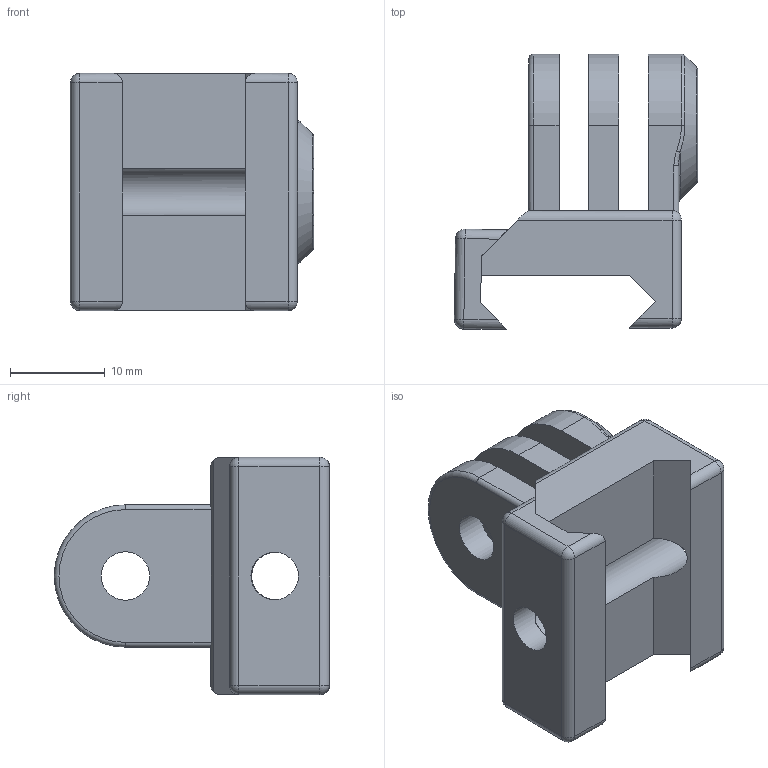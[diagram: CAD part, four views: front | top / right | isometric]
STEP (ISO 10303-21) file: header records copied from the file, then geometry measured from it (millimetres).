
FILE_DESCRIPTION(/* description */ ('STEP AP242','CAx-IF Rec.Pracs.---Representation and Presentation of Product Manufacturing Information (PMI)---4.0---2014-10-13','CAx-IF Rec.Pracs.---3D Tessellated Geometry---0.4---2014-09-14','2;1'),/* implementation_level */ '2;1');
FILE_NAME(/* name */ '6269ea8e72466c1a34474e31',/* time_stamp */ '2022-04-28T01:14:55+00:00',/* author */ (''),/* organization */ (''),/* preprocessor_version */ 'ST-DEVELOPER v18.101',/* originating_system */ ' ',/* authorisation */ ' ');
FILE_SCHEMA (('AP242_MANAGED_MODEL_BASED_3D_ENGINEERING_MIM_LF { 1 0 10303 442 1 1 4 }'));
Length unit declared in the file: metre
Products named in the file (3): gopro-s-weapon-mount-1.snapshot.2; Parte B; Parte A
Assembly tree (2 placements, depth 2):
  gopro-s-weapon-mount-1.snapshot.2
    Parte B
    Parte A
Bounding box: 25.64 x 29.03 x 25 mm (x, y, z)
Volume: 6535.5 mm3; surface area: 4609.9 mm2
Topology: 2 solids, 2 shells, 86 faces, 222 edges, 132 vertices
Faces by surface type: plane 40, cylinder 29, sphere 8, bspline 4, torus 4, cone 1
Full cylindrical faces by diameter (mm): 5 x2, 5.1 x3
Entity records: 2590 total; most frequent: CARTESIAN_POINT 500, DIRECTION 433, ORIENTED_EDGE 406, EDGE_CURVE 203, AXIS2_PLACEMENT_3D 157, VERTEX_POINT 128, LINE 119, VECTOR 119
